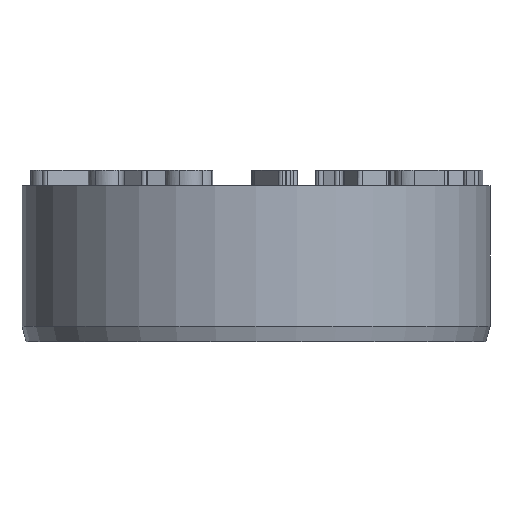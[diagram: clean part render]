
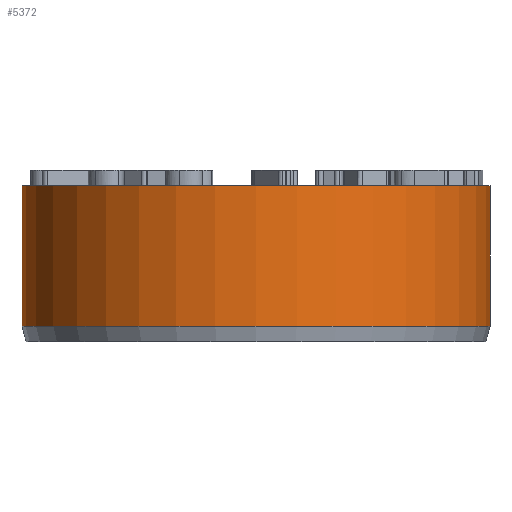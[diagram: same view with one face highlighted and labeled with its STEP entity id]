
A CAD part, front view. The second image highlights one B-rep face of the part: STEP entity #5372.
In plain terms, the highlighted cylindrical face has radius 7.5 mm (diameter 15 mm), a full revolution.
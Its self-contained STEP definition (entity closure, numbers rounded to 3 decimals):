
#29=CYLINDRICAL_SURFACE('',#5550,7.5);
#36=CIRCLE('',#5530,7.5);
#44=CIRCLE('',#5548,7.5);
#45=CIRCLE('',#5549,7.5);
#459=FACE_OUTER_BOUND('',#775,.T.);
#775=EDGE_LOOP('',(#4842,#4843,#4844,#4845,#4846));
#1188=LINE('',#10251,#1604);
#1604=VECTOR('',#6185,7.5);
#2493=VERTEX_POINT('',#10216);
#2501=VERTEX_POINT('',#10245);
#2502=VERTEX_POINT('',#10246);
#3275=EDGE_CURVE('',#2493,#2493,#36,.T.);
#3286=EDGE_CURVE('',#2501,#2502,#44,.T.);
#3287=EDGE_CURVE('',#2502,#2501,#45,.T.);
#3289=EDGE_CURVE('',#2493,#2502,#1188,.T.);
#4842=ORIENTED_EDGE('',*,*,#3275,.F.);
#4843=ORIENTED_EDGE('',*,*,#3289,.T.);
#4844=ORIENTED_EDGE('',*,*,#3286,.F.);
#4845=ORIENTED_EDGE('',*,*,#3287,.F.);
#4846=ORIENTED_EDGE('',*,*,#3289,.F.);
#5372=ADVANCED_FACE('',(#459),#29,.T.);
#5530=AXIS2_PLACEMENT_3D('',#10217,#6139,#6140);
#5548=AXIS2_PLACEMENT_3D('',#10247,#6178,#6179);
#5549=AXIS2_PLACEMENT_3D('',#10248,#6180,#6181);
#5550=AXIS2_PLACEMENT_3D('',#10250,#6183,#6184);
#6139=DIRECTION('center_axis',(0.,0.,1.));
#6140=DIRECTION('ref_axis',(1.,0.,0.));
#6178=DIRECTION('center_axis',(0.,0.,-1.));
#6179=DIRECTION('ref_axis',(-1.,0.,0.));
#6180=DIRECTION('center_axis',(0.,0.,-1.));
#6181=DIRECTION('ref_axis',(-1.,0.,0.));
#6183=DIRECTION('center_axis',(0.,0.,1.));
#6184=DIRECTION('ref_axis',(1.,0.,0.));
#6185=DIRECTION('',(0.,0.,-1.));
#10216=CARTESIAN_POINT('',(-7.5,0.,5.));
#10217=CARTESIAN_POINT('Origin',(0.,0.,5.));
#10245=CARTESIAN_POINT('',(7.5,0.,0.5));
#10246=CARTESIAN_POINT('',(-7.5,0.,0.5));
#10247=CARTESIAN_POINT('Origin',(0.,0.,0.5));
#10248=CARTESIAN_POINT('Origin',(0.,0.,0.5));
#10250=CARTESIAN_POINT('Origin',(0.,0.,0.));
#10251=CARTESIAN_POINT('',(-7.5,0.,0.));
